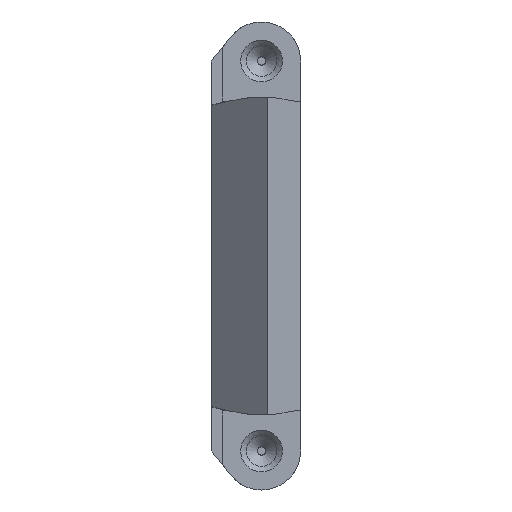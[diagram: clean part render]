
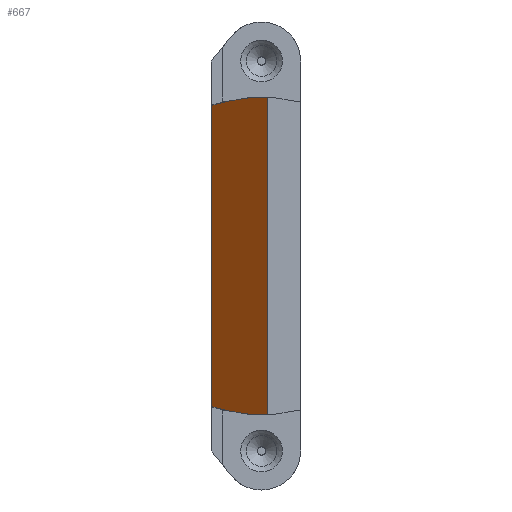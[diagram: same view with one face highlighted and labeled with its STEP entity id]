
A CAD part, left-side view. The second image highlights one B-rep face of the part: STEP entity #667.
In plain terms, the highlighted planar face has unit normal (-0.707, 0.707, 0).
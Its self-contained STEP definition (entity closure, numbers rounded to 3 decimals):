
#24 = VERTEX_POINT('',#25);
#25 = CARTESIAN_POINT('',(-5.,4.5,13.521));
#32 = PLANE('',#33);
#33 = AXIS2_PLACEMENT_3D('',#34,#35,#36);
#34 = CARTESIAN_POINT('',(0.,4.5,0.));
#35 = DIRECTION('',(0.,1.,0.));
#36 = DIRECTION('',(0.,0.,1.));
#44 = CYLINDRICAL_SURFACE('',#45,14.25);
#45 = AXIS2_PLACEMENT_3D('',#46,#47,#48);
#46 = CARTESIAN_POINT('',(-29.5,0.,0.));
#47 = DIRECTION('',(-1.,0.,0.));
#48 = DIRECTION('',(0.,1.,0.));
#393 = CYLINDRICAL_SURFACE('',#394,14.25);
#394 = AXIS2_PLACEMENT_3D('',#395,#396,#397);
#395 = CARTESIAN_POINT('',(-29.5,0.,0.));
#396 = DIRECTION('',(-1.,0.,0.));
#397 = DIRECTION('',(0.,1.,0.));
#406 = VERTEX_POINT('',#407);
#407 = CARTESIAN_POINT('',(-5.,4.5,-13.521));
#428 = EDGE_CURVE('',#24,#406,#429,.T.);
#429 = SURFACE_CURVE('',#430,(#434,#441),.PCURVE_S1.);
#430 = LINE('',#431,#432);
#431 = CARTESIAN_POINT('',(-5.,4.5,13.521));
#432 = VECTOR('',#433,1.);
#433 = DIRECTION('',(0.,0.,-1.));
#434 = PCURVE('',#32,#435);
#435 = DEFINITIONAL_REPRESENTATION('',(#436),#440);
#436 = LINE('',#437,#438);
#437 = CARTESIAN_POINT('',(13.521,-5.));
#438 = VECTOR('',#439,1.);
#439 = DIRECTION('',(-1.,0.));
#440 = ( GEOMETRIC_REPRESENTATION_CONTEXT(2) 
PARAMETRIC_REPRESENTATION_CONTEXT() REPRESENTATION_CONTEXT('2D SPACE',''
  ) );
#441 = PCURVE('',#442,#447);
#442 = PLANE('',#443);
#443 = AXIS2_PLACEMENT_3D('',#444,#445,#446);
#444 = CARTESIAN_POINT('',(-7.5,2.,13.521));
#445 = DIRECTION('',(0.707,-0.707,0.));
#446 = DIRECTION('',(0.,0.,1.));
#447 = DEFINITIONAL_REPRESENTATION('',(#448),#452);
#448 = LINE('',#449,#450);
#449 = CARTESIAN_POINT('',(0.,-3.536));
#450 = VECTOR('',#451,1.);
#451 = DIRECTION('',(-1.,0.));
#452 = ( GEOMETRIC_REPRESENTATION_CONTEXT(2) 
PARAMETRIC_REPRESENTATION_CONTEXT() REPRESENTATION_CONTEXT('2D SPACE',''
  ) );
#493 = VERTEX_POINT('',#494);
#494 = CARTESIAN_POINT('',(-10.,-0.5,14.241));
#511 = PLANE('',#512);
#512 = AXIS2_PLACEMENT_3D('',#513,#514,#515);
#513 = CARTESIAN_POINT('',(-10.,0.,0.));
#514 = DIRECTION('',(-1.,0.,0.));
#515 = DIRECTION('',(0.,-1.,0.));
#640 = EDGE_CURVE('',#24,#493,#641,.T.);
#641 = SURFACE_CURVE('',#642,(#647,#660),.PCURVE_S1.);
#642 = ELLIPSE('',#643,20.153,14.25);
#643 = AXIS2_PLACEMENT_3D('',#644,#645,#646);
#644 = CARTESIAN_POINT('',(-9.5,0.,0.));
#645 = DIRECTION('',(0.707,-0.707,0.));
#646 = DIRECTION('',(-0.707,-0.707,0.));
#647 = PCURVE('',#44,#648);
#648 = DEFINITIONAL_REPRESENTATION('',(#649),#659);
#649 = B_SPLINE_CURVE_WITH_KNOTS('',8,(#650,#651,#652,#653,#654,#655,
    #656,#657,#658),.UNSPECIFIED.,.F.,.F.,(9,9),(4.391,
    4.747),.PIECEWISE_BEZIER_KNOTS.);
#650 = CARTESIAN_POINT('',(-1.25,-24.5));
#651 = CARTESIAN_POINT('',(-1.294,-23.898));
#652 = CARTESIAN_POINT('',(-1.339,-23.285));
#653 = CARTESIAN_POINT('',(-1.383,-22.664));
#654 = CARTESIAN_POINT('',(-1.428,-22.037));
#655 = CARTESIAN_POINT('',(-1.472,-21.405));
#656 = CARTESIAN_POINT('',(-1.517,-20.77));
#657 = CARTESIAN_POINT('',(-1.561,-20.134));
#658 = CARTESIAN_POINT('',(-1.606,-19.5));
#659 = ( GEOMETRIC_REPRESENTATION_CONTEXT(2) 
PARAMETRIC_REPRESENTATION_CONTEXT() REPRESENTATION_CONTEXT('2D SPACE',''
  ) );
#660 = PCURVE('',#442,#661);
#661 = DEFINITIONAL_REPRESENTATION('',(#662),#666);
#662 = ELLIPSE('',#663,20.153,14.25);
#663 = AXIS2_PLACEMENT_2D('',#664,#665);
#664 = CARTESIAN_POINT('',(-13.521,2.828));
#665 = DIRECTION('',(0.,1.));
#666 = ( GEOMETRIC_REPRESENTATION_CONTEXT(2) 
PARAMETRIC_REPRESENTATION_CONTEXT() REPRESENTATION_CONTEXT('2D SPACE',''
  ) );
#667 = ADVANCED_FACE('',(#668),#442,.F.);
#668 = FACE_BOUND('',#669,.T.);
#669 = EDGE_LOOP('',(#670,#671,#672,#706));
#670 = ORIENTED_EDGE('',*,*,#640,.F.);
#671 = ORIENTED_EDGE('',*,*,#428,.T.);
#672 = ORIENTED_EDGE('',*,*,#673,.T.);
#673 = EDGE_CURVE('',#406,#674,#676,.T.);
#674 = VERTEX_POINT('',#675);
#675 = CARTESIAN_POINT('',(-10.,-0.5,-14.241));
#676 = SURFACE_CURVE('',#677,(#682,#693),.PCURVE_S1.);
#677 = ELLIPSE('',#678,20.153,14.25);
#678 = AXIS2_PLACEMENT_3D('',#679,#680,#681);
#679 = CARTESIAN_POINT('',(-9.5,0.,0.));
#680 = DIRECTION('',(-0.707,0.707,0.));
#681 = DIRECTION('',(-0.707,-0.707,0.));
#682 = PCURVE('',#442,#683);
#683 = DEFINITIONAL_REPRESENTATION('',(#684),#692);
#684 = ( BOUNDED_CURVE() B_SPLINE_CURVE(2,(#685,#686,#687,#688,#689,#690
,#691),.UNSPECIFIED.,.T.,.F.) B_SPLINE_CURVE_WITH_KNOTS((1,2,2,2,2,1),(
    -2.094,0.,2.094,4.189,6.283,
8.378),.UNSPECIFIED.) CURVE() GEOMETRIC_REPRESENTATION_ITEM() 
RATIONAL_B_SPLINE_CURVE((1.,0.5,1.,0.5,1.,0.5,1.)) REPRESENTATION_ITEM(
  '') );
#685 = CARTESIAN_POINT('',(-13.521,22.981));
#686 = CARTESIAN_POINT('',(11.161,22.981));
#687 = CARTESIAN_POINT('',(-1.18,-7.248));
#688 = CARTESIAN_POINT('',(-13.521,-37.477));
#689 = CARTESIAN_POINT('',(-25.862,-7.248));
#690 = CARTESIAN_POINT('',(-38.203,22.981));
#691 = CARTESIAN_POINT('',(-13.521,22.981));
#692 = ( GEOMETRIC_REPRESENTATION_CONTEXT(2) 
PARAMETRIC_REPRESENTATION_CONTEXT() REPRESENTATION_CONTEXT('2D SPACE',''
  ) );
#693 = PCURVE('',#393,#694);
#694 = DEFINITIONAL_REPRESENTATION('',(#695),#705);
#695 = B_SPLINE_CURVE_WITH_KNOTS('',8,(#696,#697,#698,#699,#700,#701,
    #702,#703,#704),.UNSPECIFIED.,.F.,.F.,(9,9),(4.391,
    4.747),.PIECEWISE_BEZIER_KNOTS.);
#696 = CARTESIAN_POINT('',(-5.034,-24.5));
#697 = CARTESIAN_POINT('',(-4.989,-23.898));
#698 = CARTESIAN_POINT('',(-4.945,-23.285));
#699 = CARTESIAN_POINT('',(-4.9,-22.664));
#700 = CARTESIAN_POINT('',(-4.855,-22.037));
#701 = CARTESIAN_POINT('',(-4.811,-21.405));
#702 = CARTESIAN_POINT('',(-4.766,-20.77));
#703 = CARTESIAN_POINT('',(-4.722,-20.134));
#704 = CARTESIAN_POINT('',(-4.677,-19.5));
#705 = ( GEOMETRIC_REPRESENTATION_CONTEXT(2) 
PARAMETRIC_REPRESENTATION_CONTEXT() REPRESENTATION_CONTEXT('2D SPACE',''
  ) );
#706 = ORIENTED_EDGE('',*,*,#707,.F.);
#707 = EDGE_CURVE('',#493,#674,#708,.T.);
#708 = SURFACE_CURVE('',#709,(#713,#720),.PCURVE_S1.);
#709 = LINE('',#710,#711);
#710 = CARTESIAN_POINT('',(-10.,-0.5,13.521));
#711 = VECTOR('',#712,1.);
#712 = DIRECTION('',(0.,0.,-1.));
#713 = PCURVE('',#442,#714);
#714 = DEFINITIONAL_REPRESENTATION('',(#715),#719);
#715 = LINE('',#716,#717);
#716 = CARTESIAN_POINT('',(0.,3.536));
#717 = VECTOR('',#718,1.);
#718 = DIRECTION('',(-1.,0.));
#719 = ( GEOMETRIC_REPRESENTATION_CONTEXT(2) 
PARAMETRIC_REPRESENTATION_CONTEXT() REPRESENTATION_CONTEXT('2D SPACE',''
  ) );
#720 = PCURVE('',#511,#721);
#721 = DEFINITIONAL_REPRESENTATION('',(#722),#726);
#722 = LINE('',#723,#724);
#723 = CARTESIAN_POINT('',(0.5,13.521));
#724 = VECTOR('',#725,1.);
#725 = DIRECTION('',(0.,-1.));
#726 = ( GEOMETRIC_REPRESENTATION_CONTEXT(2) 
PARAMETRIC_REPRESENTATION_CONTEXT() REPRESENTATION_CONTEXT('2D SPACE',''
  ) );
